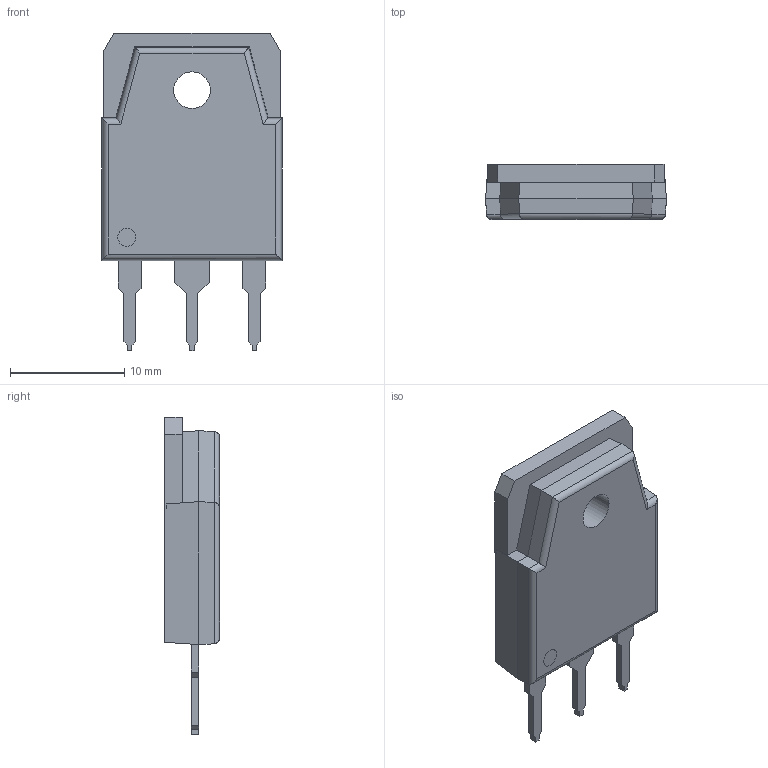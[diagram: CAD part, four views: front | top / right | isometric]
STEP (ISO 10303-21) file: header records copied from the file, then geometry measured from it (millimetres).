
FILE_DESCRIPTION (( 'STEP AP214' ), '1' );
FILE_NAME ('TO-3PN_L15.8-W5.0-P5.45-L.step', '2022-08-01T13:14:18', ( '' ), ( '' ), 'SwSTEP 2.0', 'SolidWorks 2020', '' );
FILE_SCHEMA (( 'AUTOMOTIVE_DESIGN' ));
Length unit declared in the file: millimetre
Products named in the file (1): TO-3PN_L15.8-W5.0-P5.45-L
Bounding box: 15.8 x 4.81 x 27.8 mm (x, y, z)
Volume: 1319.1 mm3; surface area: 1044.4 mm2
Topology: 1 solids, 1 shells, 309 faces, 836 edges, 550 vertices
Faces by surface type: plane 197, bspline 98, cylinder 14
Entity records: 13535 total; most frequent: CARTESIAN_POINT 3026, ORIENTED_EDGE 1672, DIRECTION 1064, EDGE_CURVE 836, VECTOR 616, LINE 616, VERTEX_POINT 550, EDGE_LOOP 332
